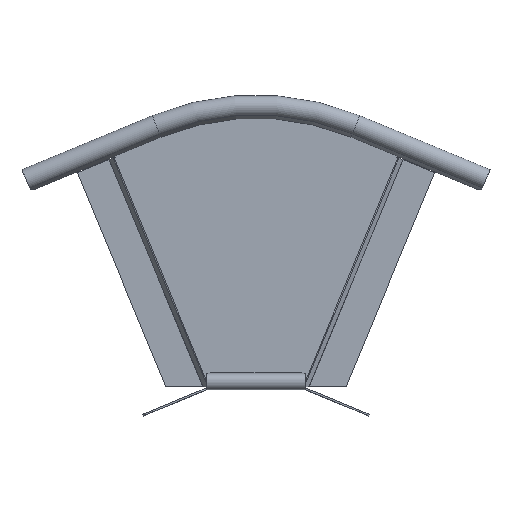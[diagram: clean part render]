
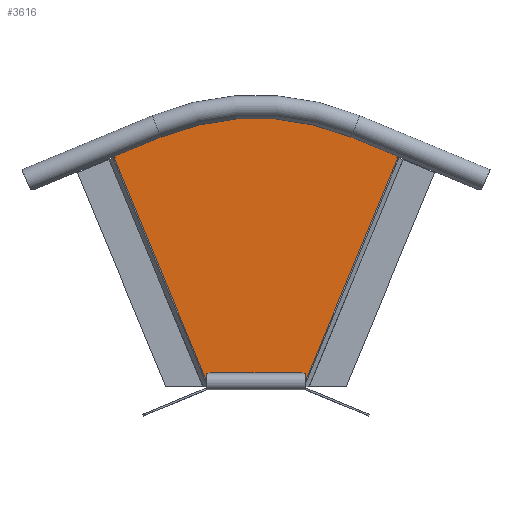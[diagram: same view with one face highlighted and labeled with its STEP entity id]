
A CAD part, top view. The second image highlights one B-rep face of the part: STEP entity #3616.
In plain terms, the highlighted planar face has unit normal (0, 0, 1).
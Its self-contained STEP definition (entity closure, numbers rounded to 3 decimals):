
#2966=DIRECTION('',(0.383,0.924,0.));
#2967=VECTOR('',#2966,181.063);
#2968=CARTESIAN_POINT('',(34.521,0.,0.));
#2969=LINE('',#2968,#2967);
#3018=DIRECTION('',(-0.383,0.924,0.));
#3019=VECTOR('',#3018,181.063);
#3020=CARTESIAN_POINT('',(-34.521,0.,0.));
#3021=LINE('',#3020,#3019);
#3022=DIRECTION('',(-0.924,-0.383,0.));
#3023=VECTOR('',#3022,0.917);
#3024=CARTESIAN_POINT('',(-102.963,167.631,0.));
#3025=LINE('',#3024,#3023);
#3026=DIRECTION('',(0.383,-0.924,0.));
#3027=VECTOR('',#3026,15.);
#3028=CARTESIAN_POINT('',(-108.704,181.489,0.));
#3029=LINE('',#3028,#3027);
#3030=DIRECTION('',(-0.924,-0.383,0.));
#3031=VECTOR('',#3030,36.47);
#3032=CARTESIAN_POINT('',(-75.01,195.446,0.));
#3033=LINE('',#3032,#3031);
#3034=CARTESIAN_POINT('',(-0.004,14.365,0.));
#3035=DIRECTION('',(0.,0.,1.));
#3036=DIRECTION('',(0.,1.,0.));
#3037=AXIS2_PLACEMENT_3D('',#3034,#3035,#3036);
#3039=CARTESIAN_POINT('',(0.004,14.365,0.));
#3040=DIRECTION('',(0.,0.,1.));
#3041=DIRECTION('',(0.383,0.924,0.));
#3042=AXIS2_PLACEMENT_3D('',#3039,#3040,#3041);
#3044=DIRECTION('',(-0.924,0.383,0.));
#3045=VECTOR('',#3044,36.47);
#3046=CARTESIAN_POINT('',(108.704,181.489,0.));
#3047=LINE('',#3046,#3045);
#3048=DIRECTION('',(0.383,0.924,0.));
#3049=VECTOR('',#3048,15.);
#3050=CARTESIAN_POINT('',(102.963,167.631,0.));
#3051=LINE('',#3050,#3049);
#3052=DIRECTION('',(-0.924,0.383,0.));
#3053=VECTOR('',#3052,0.917);
#3054=CARTESIAN_POINT('',(103.811,167.28,0.));
#3055=LINE('',#3054,#3053);
#3056=DIRECTION('',(-1.,0.,0.));
#3057=VECTOR('',#3056,69.042);
#3058=CARTESIAN_POINT('',(34.521,0.,0.));
#3059=LINE('',#3058,#3057);
#3393=CARTESIAN_POINT('',(-34.521,0.,0.));
#3395=VERTEX_POINT('',#3393);
#3396=CARTESIAN_POINT('',(34.521,0.,0.));
#3398=VERTEX_POINT('',#3396);
#3401=CARTESIAN_POINT('',(-103.811,167.28,0.));
#3403=VERTEX_POINT('',#3401);
#3404=CARTESIAN_POINT('',(108.704,181.489,0.));
#3405=CARTESIAN_POINT('',(75.01,195.446,0.));
#3406=VERTEX_POINT('',#3404);
#3407=VERTEX_POINT('',#3405);
#3408=CARTESIAN_POINT('',(103.811,167.28,0.));
#3409=CARTESIAN_POINT('',(102.963,167.631,0.));
#3410=VERTEX_POINT('',#3408);
#3411=VERTEX_POINT('',#3409);
#3412=CARTESIAN_POINT('',(0.,210.365,0.));
#3413=VERTEX_POINT('',#3412);
#3453=CARTESIAN_POINT('',(-108.704,181.489,0.));
#3455=VERTEX_POINT('',#3453);
#3473=CARTESIAN_POINT('',(-75.01,195.446,0.));
#3474=VERTEX_POINT('',#3473);
#3475=CARTESIAN_POINT('',(-102.963,167.631,0.));
#3476=VERTEX_POINT('',#3475);
#3589=CARTESIAN_POINT('',(-0.004,14.365,0.));
#3590=DIRECTION('',(0.,0.,-1.));
#3591=DIRECTION('',(-1.,0.,0.));
#3592=AXIS2_PLACEMENT_3D('',#3589,#3590,#3591);
#3593=PLANE('',#3592);
#3594=ORIENTED_EDGE('',*,*,#3521,.F.);
#3596=ORIENTED_EDGE('',*,*,#3595,.T.);
#3598=ORIENTED_EDGE('',*,*,#3597,.T.);
#3600=ORIENTED_EDGE('',*,*,#3599,.F.);
#3602=ORIENTED_EDGE('',*,*,#3601,.F.);
#3604=ORIENTED_EDGE('',*,*,#3603,.F.);
#3606=ORIENTED_EDGE('',*,*,#3605,.F.);
#3608=ORIENTED_EDGE('',*,*,#3607,.F.);
#3610=ORIENTED_EDGE('',*,*,#3609,.F.);
#3612=ORIENTED_EDGE('',*,*,#3611,.F.);
#3613=ORIENTED_EDGE('',*,*,#3568,.F.);
#3614=EDGE_LOOP('',(#3594,#3596,#3598,#3600,#3602,#3604,#3606,#3608,#3610,#3612,
#3613));
#3615=FACE_OUTER_BOUND('',#3614,.F.);
#3616=ADVANCED_FACE('',(#3615),#3593,.F.);
#3038=CIRCLE('',#3037,196.);
#3043=CIRCLE('',#3042,196.);
#3521=EDGE_CURVE('',#3398,#3410,#2969,.T.);
#3568=EDGE_CURVE('',#3410,#3411,#3055,.T.);
#3595=EDGE_CURVE('',#3398,#3395,#3059,.T.);
#3597=EDGE_CURVE('',#3395,#3403,#3021,.T.);
#3599=EDGE_CURVE('',#3476,#3403,#3025,.T.);
#3601=EDGE_CURVE('',#3455,#3476,#3029,.T.);
#3603=EDGE_CURVE('',#3474,#3455,#3033,.T.);
#3605=EDGE_CURVE('',#3413,#3474,#3038,.T.);
#3607=EDGE_CURVE('',#3407,#3413,#3043,.T.);
#3609=EDGE_CURVE('',#3406,#3407,#3047,.T.);
#3611=EDGE_CURVE('',#3411,#3406,#3051,.T.);
